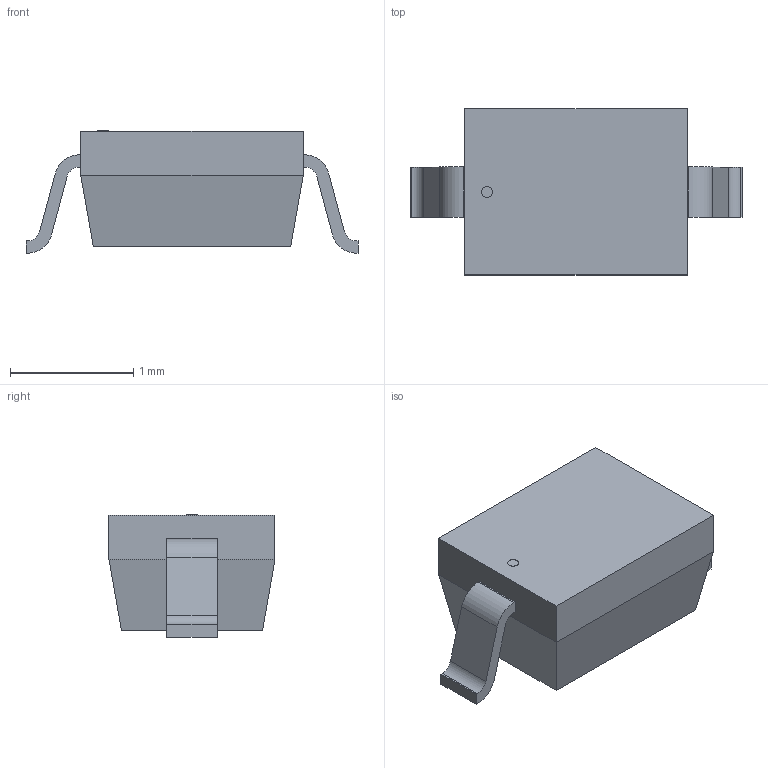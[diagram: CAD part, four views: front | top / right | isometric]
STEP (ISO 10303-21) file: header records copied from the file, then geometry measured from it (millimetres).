
FILE_DESCRIPTION(('STEP AP214'),'1');
FILE_NAME('SOD-323_1P8X1P35_ONS','2023-02-24T10:16:11',(''),(''),'','','');
FILE_SCHEMA(('AUTOMOTIVE_DESIGN'));
Length unit declared in the file: millimetre
Products named in the file (1): product
Bounding box: 2.69 x 1.35 x 0.99 mm (x, y, z)
Volume: 2.2 mm3; surface area: 12 mm2
Topology: 4 solids, 4 shells, 41 faces, 95 edges, 62 vertices
Faces by surface type: plane 32, cylinder 9
Full cylindrical faces by diameter (mm): 0.09 x1
Entity records: 1156 total; most frequent: DIRECTION 198, ORIENTED_EDGE 188, CARTESIAN_POINT 115, EDGE_CURVE 94, LINE 76, VECTOR 76, VERTEX_POINT 62, AXIS2_PLACEMENT_3D 61
